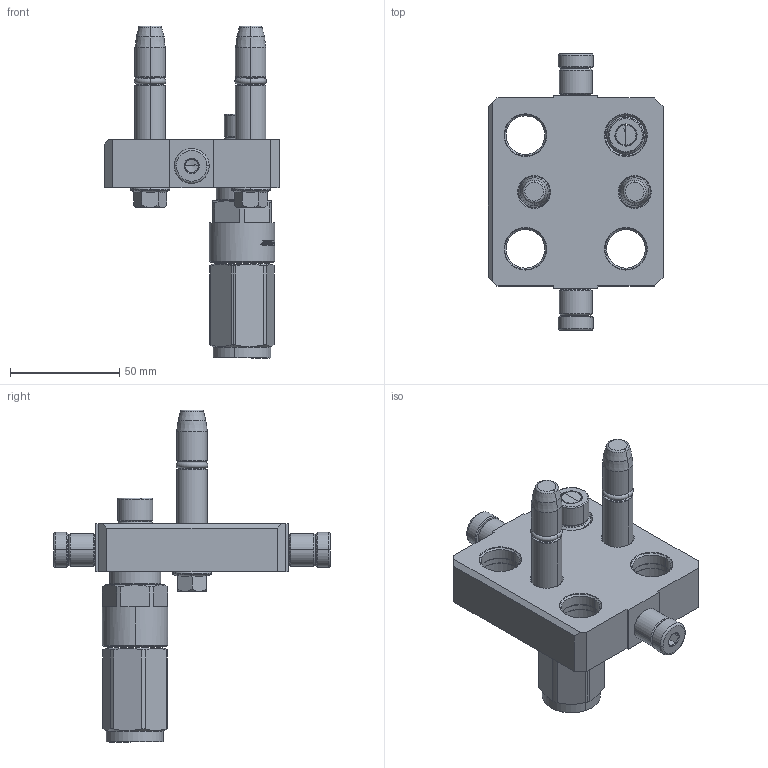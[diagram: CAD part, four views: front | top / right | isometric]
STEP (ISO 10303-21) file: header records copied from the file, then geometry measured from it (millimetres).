
FILE_DESCRIPTION (( 'STEP AP214' ), '1' );
FILE_NAME ('FASTER.step', '2021-01-05T07:46:17', ( '' ), ( '' ), 'SwSTEP 2.0', 'SolidWorks 2017', '' );
FILE_SCHEMA (( 'AUTOMOTIVE_DESIGN' ));
Length unit declared in the file: millimetre
Products named in the file (11): 4830_013_3000_030; FASTER; 3ffnp14_gas_ms; et002; 4830_028_1000_011; 1540_080_0008_000; 4830_021_0000_000; or2_62x9_19_m; P404_M_BASE; 4820_010_1000_000
Assembly tree (15 placements, depth 3):
  FASTER
    P404_M_BASE
      4820_010_1000_000
      4830_021_0000_000  x2
      1540_080_0008_000  x2
      4830_013_3000_030  x2
      or2_62x9_19_m  x2
      4830_028_1000_011  x2
    3ffnp14_gas_ms
      3ffnp14_gas_ms
    et002
Bounding box: 80.3 x 126.6 x 151.9 mm (x, y, z)
Volume: 2873.9 mm3; surface area: 60177.6 mm2
Topology: 5 solids, 29 shells, 1375 faces, 3798 edges, 2480 vertices
Faces by surface type: plane 858, cylinder 206, cone 200, torus 78, bspline 33
Entity records: 46028 total; most frequent: CARTESIAN_POINT 11910, ORIENTED_EDGE 6439, DIRECTION 5984, EDGE_CURVE 3420, VECTOR 2456, LINE 2456, VERTEX_POINT 2256, AXIS2_PLACEMENT_3D 1764
